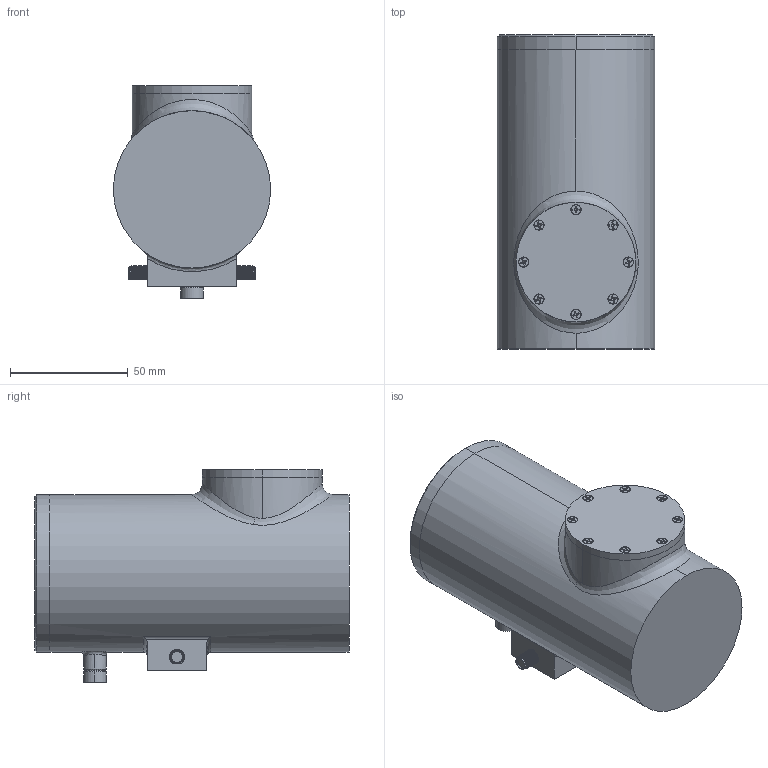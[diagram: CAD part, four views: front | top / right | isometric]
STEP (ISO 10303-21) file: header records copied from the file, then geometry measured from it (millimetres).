
FILE_DESCRIPTION (( 'STEP AP214' ), '1' );
FILE_NAME ('T1512-A001 Vega Dewar Assembly_defeature.STEP', '2024-06-05T15:25:15', ( '' ), ( '' ), 'SwSTEP 2.0', 'SolidWorks 2024', '' );
FILE_SCHEMA (( 'AUTOMOTIVE_DESIGN' ));
Length unit declared in the file: inch
Products named in the file (1): T1512-A001 Vega Dewar Assembly_defeature
Bounding box: 66.8 x 133.35 x 90.37 mm (x, y, z)
Surface area: 44320.5 mm2 (no closed solid volume)
Topology: 0 solids, 28 shells, 511 faces, 1582 edges, 1058 vertices
Faces by surface type: plane 194, cylinder 175, cone 80, bspline 47, torus 9, sphere 6
Entity records: 30302 total; most frequent: CARTESIAN_POINT 17054, ORIENTED_EDGE 2685, DIRECTION 2600, EDGE_CURVE 1562, VERTEX_POINT 1058, AXIS2_PLACEMENT_3D 1006, EDGE_LOOP 597, VECTOR 588
